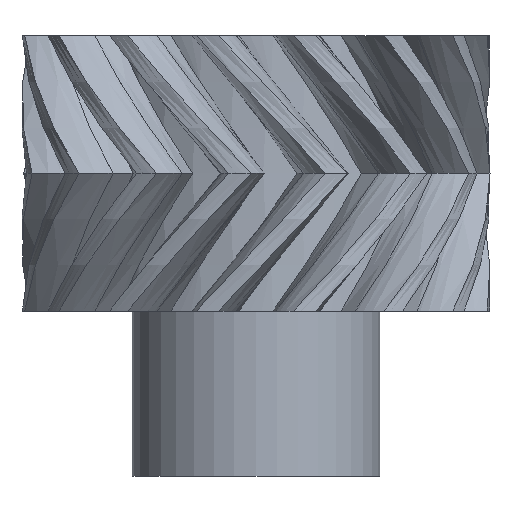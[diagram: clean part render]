
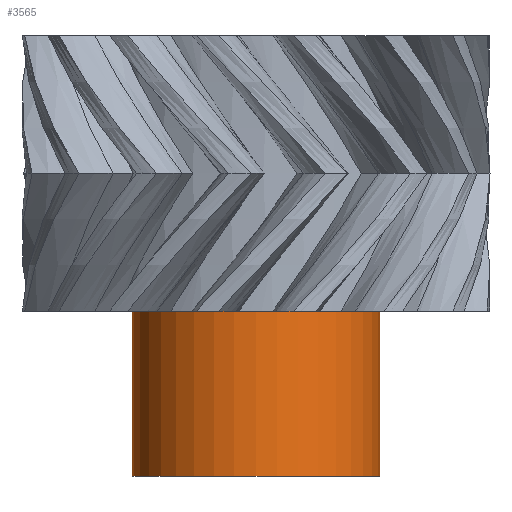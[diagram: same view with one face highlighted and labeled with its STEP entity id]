
A CAD part, left-side view. The second image highlights one B-rep face of the part: STEP entity #3565.
In plain terms, the highlighted cylindrical face has radius 4.5 mm (diameter 9 mm), a full revolution.
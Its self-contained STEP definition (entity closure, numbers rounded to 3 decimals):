
#409=FACE_BOUND('',#727,.T.);
#415=CIRCLE('',#3813,4.5);
#416=CIRCLE('',#3814,4.5);
#494=FACE_OUTER_BOUND('',#726,.T.);
#726=EDGE_LOOP('',(#2365,#2366,#2367,#2368));
#727=EDGE_LOOP('',(#2369,#2370));
#961=LINE('',#4292,#1054);
#1054=VECTOR('',#3924,4.5);
#1145=B_SPLINE_CURVE_WITH_KNOTS('',3,(#4207,#4208,#4209,#4210,#4211,#4212,
#4213,#4214,#4215,#4216,#4217,#4218,#4219,#4220,#4221,#4222,#4223,#4224,
#4225,#4226,#4227,#4228,#4229,#4230,#4231,#4232),.UNSPECIFIED.,.F.,.F.,
(4,2,2,2,2,2,2,2,2,2,2,2,4),(0.,0.051,0.102,0.154,
0.205,0.256,0.307,0.358,
0.41,0.461,0.512,0.563,
0.614),.UNSPECIFIED.);
#1146=B_SPLINE_CURVE_WITH_KNOTS('',3,(#4233,#4234,#4235,#4236,#4237,#4238,
#4239,#4240,#4241,#4242),.UNSPECIFIED.,.F.,.F.,(4,2,2,2,4),(0.614,
0.666,0.717,0.768,0.819),
 .UNSPECIFIED.);
#1389=VERTEX_POINT('',#4205);
#1390=VERTEX_POINT('',#4206);
#1395=VERTEX_POINT('',#4289);
#1396=VERTEX_POINT('',#4291);
#1757=EDGE_CURVE('',#1389,#1390,#1145,.T.);
#1758=EDGE_CURVE('',#1390,#1389,#1146,.T.);
#1765=EDGE_CURVE('',#1395,#1395,#415,.T.);
#1766=EDGE_CURVE('',#1395,#1396,#961,.T.);
#1767=EDGE_CURVE('',#1396,#1396,#416,.T.);
#2365=ORIENTED_EDGE('',*,*,#1765,.F.);
#2366=ORIENTED_EDGE('',*,*,#1766,.T.);
#2367=ORIENTED_EDGE('',*,*,#1767,.F.);
#2368=ORIENTED_EDGE('',*,*,#1766,.F.);
#2369=ORIENTED_EDGE('',*,*,#1757,.T.);
#2370=ORIENTED_EDGE('',*,*,#1758,.T.);
#3547=CYLINDRICAL_SURFACE('',#3812,4.5);
#3565=ADVANCED_FACE('',(#494,#409),#3547,.T.);
#3812=AXIS2_PLACEMENT_3D('',#4288,#3920,#3921);
#3813=AXIS2_PLACEMENT_3D('',#4290,#3922,#3923);
#3814=AXIS2_PLACEMENT_3D('',#4293,#3925,#3926);
#3920=DIRECTION('center_axis',(0.,0.,-1.));
#3921=DIRECTION('ref_axis',(0.,1.,0.));
#3922=DIRECTION('center_axis',(0.,0.,
-1.));
#3923=DIRECTION('ref_axis',(0.,1.,0.));
#3924=DIRECTION('',(0.,0.,1.));
#3925=DIRECTION('center_axis',(0.,0.,1.));
#3926=DIRECTION('ref_axis',(0.,1.,0.));
#4205=CARTESIAN_POINT('',(4.299,1.33,-3.));
#4206=CARTESIAN_POINT('',(4.5,-0.02,-1.65));
#4207=CARTESIAN_POINT('Ctrl Pts',(4.299,1.33,-3.));
#4208=CARTESIAN_POINT('Ctrl Pts',(4.299,1.33,-3.171));
#4209=CARTESIAN_POINT('Ctrl Pts',(4.31,1.295,-3.352));
#4210=CARTESIAN_POINT('Ctrl Pts',(4.349,1.157,-3.684));
#4211=CARTESIAN_POINT('Ctrl Pts',(4.377,1.053,-3.835));
#4212=CARTESIAN_POINT('Ctrl Pts',(4.427,0.815,-4.074));
#4213=CARTESIAN_POINT('Ctrl Pts',(4.454,0.664,-4.178));
#4214=CARTESIAN_POINT('Ctrl Pts',(4.491,0.331,-4.316));
#4215=CARTESIAN_POINT('Ctrl Pts',(4.501,0.15,-4.35));
#4216=CARTESIAN_POINT('Ctrl Pts',(4.499,-0.191,-4.35));
#4217=CARTESIAN_POINT('Ctrl Pts',(4.488,-0.372,-4.316));
#4218=CARTESIAN_POINT('Ctrl Pts',(4.448,-0.705,-4.177));
#4219=CARTESIAN_POINT('Ctrl Pts',(4.42,-0.856,-4.074));
#4220=CARTESIAN_POINT('Ctrl Pts',(4.367,-1.094,-3.835));
#4221=CARTESIAN_POINT('Ctrl Pts',(4.338,-1.198,-3.684));
#4222=CARTESIAN_POINT('Ctrl Pts',(4.298,-1.336,-3.352));
#4223=CARTESIAN_POINT('Ctrl Pts',(4.286,-1.37,-3.171));
#4224=CARTESIAN_POINT('Ctrl Pts',(4.286,-1.37,-2.829));
#4225=CARTESIAN_POINT('Ctrl Pts',(4.298,-1.336,-2.648));
#4226=CARTESIAN_POINT('Ctrl Pts',(4.338,-1.198,-2.316));
#4227=CARTESIAN_POINT('Ctrl Pts',(4.367,-1.094,-2.165));
#4228=CARTESIAN_POINT('Ctrl Pts',(4.42,-0.856,-1.926));
#4229=CARTESIAN_POINT('Ctrl Pts',(4.448,-0.705,-1.823));
#4230=CARTESIAN_POINT('Ctrl Pts',(4.488,-0.372,-1.684));
#4231=CARTESIAN_POINT('Ctrl Pts',(4.499,-0.191,-1.65));
#4232=CARTESIAN_POINT('Ctrl Pts',(4.5,-0.02,
-1.65));
#4233=CARTESIAN_POINT('Ctrl Pts',(4.5,-0.02,
-1.65));
#4234=CARTESIAN_POINT('Ctrl Pts',(4.501,0.15,-1.65));
#4235=CARTESIAN_POINT('Ctrl Pts',(4.491,0.331,-1.684));
#4236=CARTESIAN_POINT('Ctrl Pts',(4.454,0.664,-1.822));
#4237=CARTESIAN_POINT('Ctrl Pts',(4.427,0.815,-1.926));
#4238=CARTESIAN_POINT('Ctrl Pts',(4.377,1.053,-2.165));
#4239=CARTESIAN_POINT('Ctrl Pts',(4.349,1.157,-2.316));
#4240=CARTESIAN_POINT('Ctrl Pts',(4.31,1.295,-2.648));
#4241=CARTESIAN_POINT('Ctrl Pts',(4.299,1.33,-2.829));
#4242=CARTESIAN_POINT('Ctrl Pts',(4.299,1.33,-3.));
#4288=CARTESIAN_POINT('Origin',(0.,0.,
0.));
#4289=CARTESIAN_POINT('',(0.,-4.5,-6.));
#4290=CARTESIAN_POINT('Origin',(0.,0.,
-6.));
#4291=CARTESIAN_POINT('',(0.,-4.5,0.));
#4292=CARTESIAN_POINT('',(0.,-4.5,0.));
#4293=CARTESIAN_POINT('Origin',(0.,0.,
0.));
